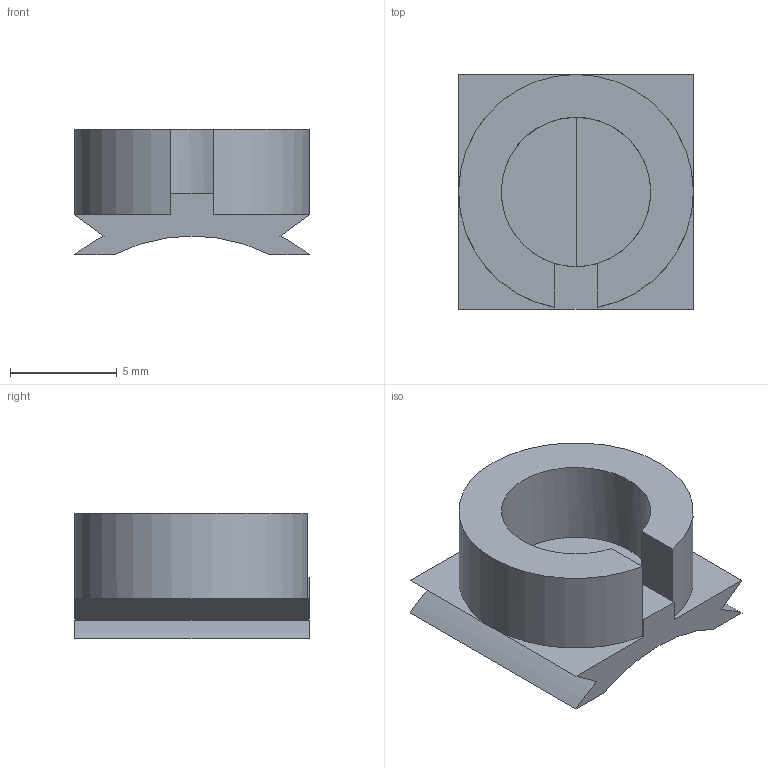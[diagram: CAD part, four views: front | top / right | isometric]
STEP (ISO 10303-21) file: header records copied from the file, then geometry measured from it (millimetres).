
FILE_DESCRIPTION(/* description */ (''),/* implementation_level */ '2;1');
FILE_NAME(/* name */ 'finger_bowden_place_holder.step',/* time_stamp */ '2024-05-30T19:46:17+02:00',/* author */ (''),/* organization */ (''),/* preprocessor_version */ 'ST-DEVELOPER v20',/* originating_system */ 'Autodesk Translation Framework v13.14.0.145',/* authorisation */ '');
FILE_SCHEMA (('AUTOMOTIVE_DESIGN { 1 0 10303 214 3 1 1 }'));
Length unit declared in the file: millimetre
Products named in the file (1): finger_bowden_place_holder
Bounding box: 11 x 11 x 5.88 mm (x, y, z)
Volume: 366.3 mm3; surface area: 572.7 mm2
Topology: 1 solids, 1 shells, 23 faces, 58 edges, 37 vertices
Faces by surface type: plane 18, cylinder 5
Full cylindrical faces by diameter (mm): 7 x1
Entity records: 722 total; most frequent: DIRECTION 123, CARTESIAN_POINT 119, ORIENTED_EDGE 116, EDGE_CURVE 58, LINE 41, VECTOR 41, AXIS2_PLACEMENT_3D 41, VERTEX_POINT 37
